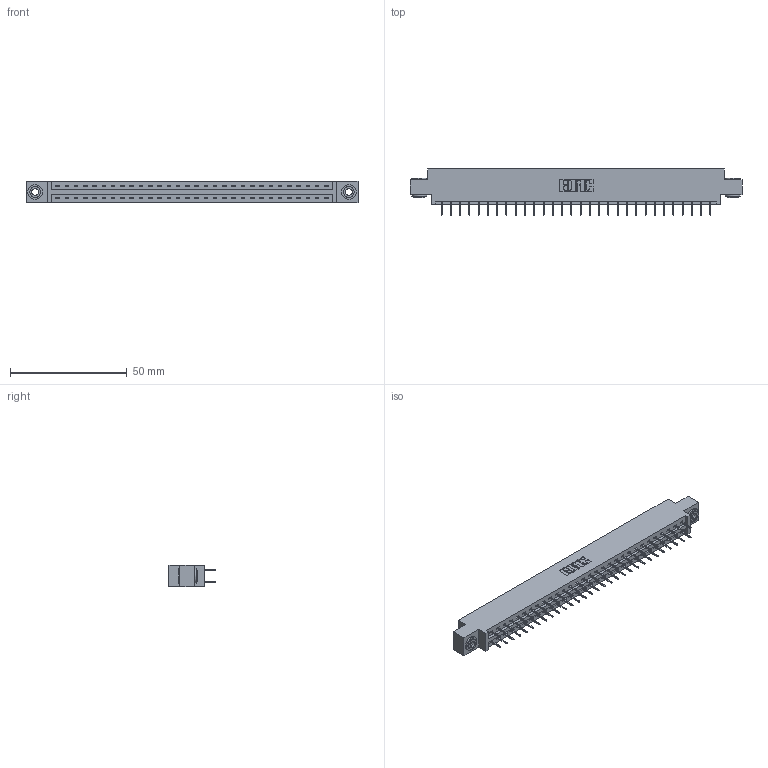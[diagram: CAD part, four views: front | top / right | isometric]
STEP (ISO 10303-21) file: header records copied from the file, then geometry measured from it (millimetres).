
FILE_DESCRIPTION (( 'STEP AP203' ), '1' );
FILE_NAME ('387-060-524-803.STEP', '2018-09-21T03:06:59', ( '' ), ( '' ), 'SwSTEP 2.0', 'SolidWorks 2016', '' );
FILE_SCHEMA (( 'CONFIG_CONTROL_DESIGN' ));
Length unit declared in the file: inch
Products named in the file (4): 337 Part_0.170 Offset - 0.156 Dia-TH; 345-292-001_345-293-124; 345-250-002_345-250-002-102; 387-060-524-803
Assembly tree (63 placements, depth 2):
  387-060-524-803
    337 Part_0.170 Offset - 0.156 Dia-TH
    345-292-001_345-293-124  x60
    345-250-002_345-250-002-102  x2
Bounding box: 141.88 x 19.69 x 9.4 mm (x, y, z)
Volume: 14604.3 mm3; surface area: 16444.6 mm2
Topology: 63 solids, 63 shells, 3636 faces, 10299 edges, 6622 vertices
Faces by surface type: plane 2724, cylinder 904, cone 8
Entity records: 25668 total; most frequent: CARTESIAN_POINT 4309, ORIENTED_EDGE 4238, DIRECTION 3721, EDGE_CURVE 2119, VECTOR 1971, LINE 1971, VERTEX_POINT 1406, AXIS2_PLACEMENT_3D 875
